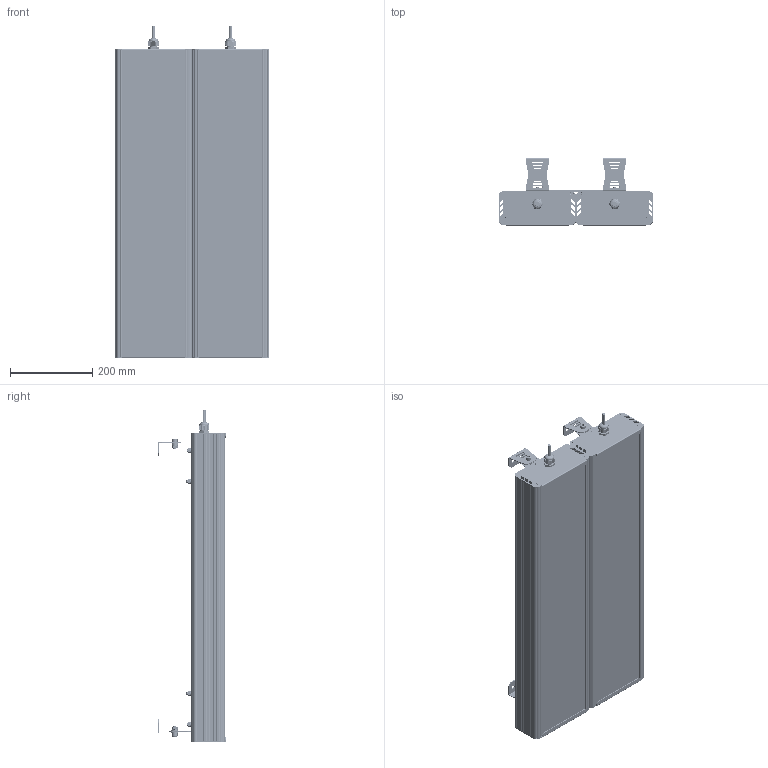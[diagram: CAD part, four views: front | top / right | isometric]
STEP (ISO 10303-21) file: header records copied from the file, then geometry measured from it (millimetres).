
FILE_DESCRIPTION(('STEP AP214'), '1');
FILE_NAME('001.0079.103.000 ÃÑÏ-Ýêñòðà-Îïòèê-300', '2023-11-03T05:20:14', ('Ëóêîíèí'), ('ÎÊÁ Ñâîé Ñòèëü'), 'C3D Converter', 'C3D Toolkit', '');
FILE_SCHEMA(('AUTOMOTIVE_DESIGN { 1 0 10303 214 3 1 1}'));
Length unit declared in the file: millimetre
Products named in the file (42): 001.0079.103.000; 001.0065.01.000
Assembly tree (89 placements, depth 4):
  001.0079.103.000
    (unnamed)  x2
      (unnamed)
      (unnamed)
      (unnamed)
      (unnamed)
      (unnamed)
      (unnamed)
      (unnamed)
      (unnamed)
      (unnamed)
        (unnamed)
      (unnamed)
        (unnamed)
        (unnamed)
        (unnamed)  x13
        (unnamed)
        (unnamed)
        (unnamed)
        (unnamed)
        (unnamed)
        (unnamed)
        (unnamed)
    001.0065.01.000  x4
      (unnamed)
      (unnamed)
      (unnamed)
      (unnamed)
      (unnamed)
      (unnamed)
      (unnamed)
      (unnamed)
      (unnamed)
    (unnamed)  x2
      (unnamed)
      (unnamed)
      (unnamed)
      (unnamed)
      (unnamed)
      (unnamed)
      (unnamed)
      (unnamed)
Bounding box: 374.77 x 164.65 x 806.43 mm (x, y, z)
Volume: 5092227.1 mm3; surface area: 3809352.9 mm2
Topology: 1162 solids, 1162 shells, 16756 faces, 38882 edges, 25974 vertices
Faces by surface type: plane 11640, cylinder 4112, bspline 538, cone 404, sphere 32, torus 30
Full cylindrical faces by diameter (mm): 1 x32, 2 x64, 2.5 x128, 2.8 x800, 3.2 x32, 3.5 x192, 4 x24, 4.917 x8, 6 x16, 6.375 x4, 6.6 x8, 8 x32, 8.5 x16, 9 x416, 11 x8, 12 x6, 12.5 x2, 13.333 x4, 16 x10, 18.5 x6, 20 x2, 23.5 x2
Entity records: 112771 total; most frequent: CARTESIAN_POINT 51157, ORIENTED_EDGE 11182, DIRECTION 10444, EDGE_CURVE 5591, VERTEX_POINT 3841, AXIS2_PLACEMENT_3D 3537, LINE 3370, VECTOR 3370
